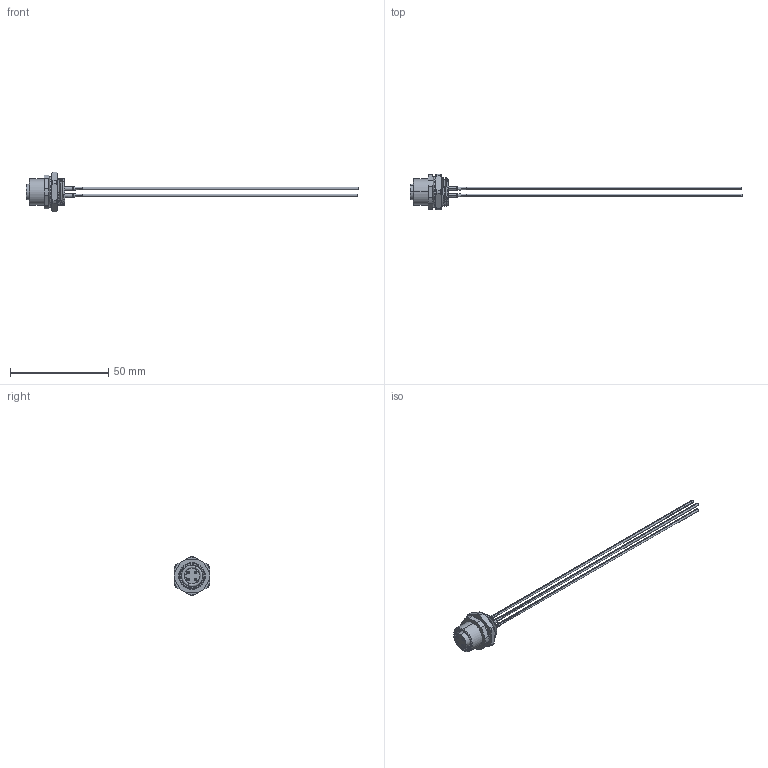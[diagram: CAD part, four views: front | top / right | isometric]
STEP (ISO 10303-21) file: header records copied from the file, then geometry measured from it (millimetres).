
FILE_DESCRIPTION (( 'STEP AP214' ), '1' );
FILE_NAME ('10-05525.STEP', '2023-09-25T22:27:17', ( '' ), ( '' ), 'SwSTEP 2.0', 'SolidWorks 2021', '' );
FILE_SCHEMA (( 'AUTOMOTIVE_DESIGN' ));
Length unit declared in the file: millimetre
Products named in the file (13): 54-00338-03___; 54-00338-01___; 30-01755_blunt cut; Heat shrink; 54-00338-02___; 54-00338-06___; 54-00338; 30-01753_blunt cut; 10-05525; 54-00338-05___; 30-01754_blunt cut; 54-00338-04___; 30-01752_blunt cut
Assembly tree (18 placements, depth 3):
  10-05525
    54-00338
      54-00338-01___
      54-00338-02___
      54-00338-04___
      54-00338-05___
      54-00338-06___
      54-00338-03___  x4
    30-01752_blunt cut
    30-01755_blunt cut
    30-01753_blunt cut
    30-01754_blunt cut
    Heat shrink  x4
Bounding box: 169 x 18 x 20 mm (x, y, z)
Volume: 3681.8 mm3; surface area: 18178.7 mm2
Topology: 85 solids, 85 shells, 986 faces, 2278 edges, 1477 vertices
Faces by surface type: cylinder 479, plane 306, torus 83, cone 69, bspline 49
Entity records: 28095 total; most frequent: CARTESIAN_POINT 7718, DIRECTION 3556, ORIENTED_EDGE 3146, EDGE_CURVE 1573, AXIS2_PLACEMENT_3D 1510, VERTEX_POINT 1033, EDGE_LOOP 870, CIRCLE 800
